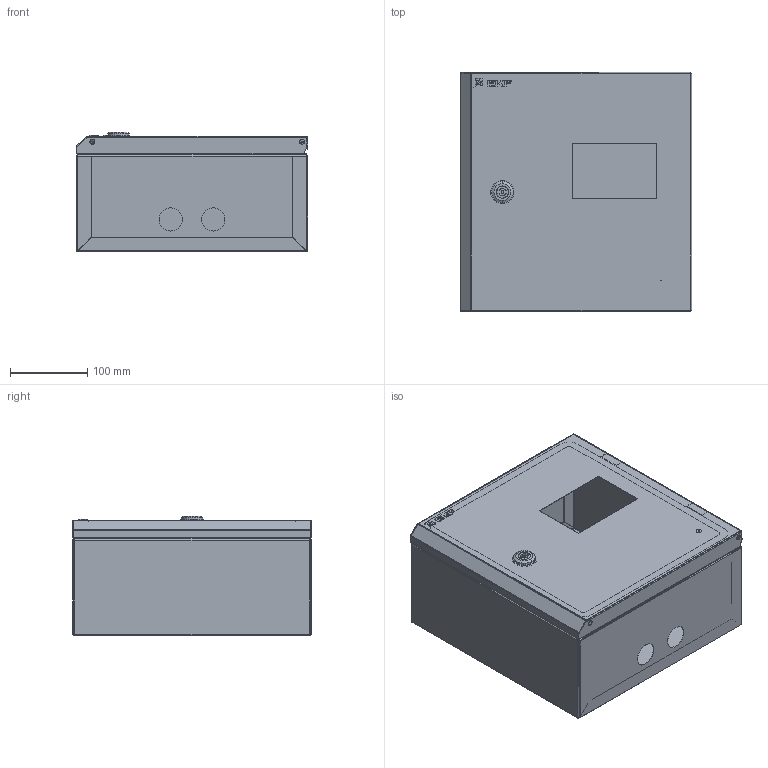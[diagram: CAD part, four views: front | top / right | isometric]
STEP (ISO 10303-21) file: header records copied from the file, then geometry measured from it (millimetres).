
FILE_DESCRIPTION (( 'STEP AP214' ), '1' );
FILE_NAME ('ÙÓ 1-1-0 310õ300õ150 iP54 EKF ÌÈ-463.00.00.000 ÑÁ.STEP', '2017-08-28T12:32:20', ( 'Admin' ), ( '' ), 'SwSTEP 2.0', 'SolidWorks 2017', '' );
FILE_SCHEMA (( 'AUTOMOTIVE_DESIGN' ));
Length unit declared in the file: millimetre
Products named in the file (22): rivet 02_din_DIN 660-5x8-St-A-2; Øïèëüêà ïðèâàðíàÿ Ì6õ20 DIN 13918; hex flange nut_din_Hexagon Flange Nut DIN 6923 - M6 - N; Ñòåíêà çàäíÿÿ ÌÈ-463.01.01.001; Íàâåñêà íà êîðïóñ ïîä êëåïêó; Ïàíåëü ìîíòàæíàÿ â ñáîðå ÌÈ-463.03.00.000 ÑÁ; ÙÓ 1-1-0 310õ300õ150 iP54 EKF ÌÈ-463.00.00.000 ÑÁ; cross ph tapping 968_din_Screw DIN 968-ST4.2x13-C-H-N; DIN-ðåéêà L=60; ÌÈ-463.03.00.001 Ïàíåëü ìîíòàæíàÿ; Äâåðü â ñáîðå ÌÈ-463.02.00.000 ÑÁ; 呧蜦 3D; Ïåòëÿ íà äâåðü ï-îáðàçíàÿ; ÓÊ íà äâåðü; Çàìîê áîëüøîé; ﾄ粢 ﾌﾈ-463.02.00.001; Êîðïóñ â ñáîðå ÌÈ-463.01.00.000 ÑÁ; Ñòåíêà íèæíÿÿ ÌÈ-463.01.00.002; Ñòåíêà âåðõíÿÿ ÌÈ-451.01.00.001; Ñòåíêà çàäíÿÿ â ñáîðå ÌÈ-463.01.01.000 ÑÁ; split pin_din_DIN 94-4x56-C-St; Øïèëüêà Ì6õ12
Assembly tree (34 placements, depth 4):
  ÙÓ 1-1-0 310õ300õ150 iP54 EKF ÌÈ-463.00.00.000 ÑÁ
    Êîðïóñ â ñáîðå ÌÈ-463.01.00.000 ÑÁ
      Ñòåíêà çàäíÿÿ â ñáîðå ÌÈ-463.01.01.000 ÑÁ
        Ñòåíêà çàäíÿÿ ÌÈ-463.01.01.001
        Øïèëüêà ïðèâàðíàÿ Ì6õ20 DIN 13918  x2
        Øïèëüêà Ì6õ12
      Ñòåíêà âåðõíÿÿ ÌÈ-451.01.00.001
      Ñòåíêà íèæíÿÿ ÌÈ-463.01.00.002
    Äâåðü â ñáîðå ÌÈ-463.02.00.000 ÑÁ
      ﾄ粢 ﾌﾈ-463.02.00.001
      Çàìîê áîëüøîé  x2
      ÓÊ íà äâåðü
      Øïèëüêà Ì6õ12
      Ïåòëÿ íà äâåðü ï-îáðàçíàÿ  x2
      呧蜦 3D
    Ïàíåëü ìîíòàæíàÿ â ñáîðå ÌÈ-463.03.00.000 ÑÁ
      ÌÈ-463.03.00.001 Ïàíåëü ìîíòàæíàÿ
      DIN-ðåéêà L=60
      cross ph tapping 968_din_Screw DIN 968-ST4.2x13-C-H-N  x2
    Íàâåñêà íà êîðïóñ ïîä êëåïêó  x2
    hex flange nut_din_Hexagon Flange Nut DIN 6923 - M6 - N  x4
    rivet 02_din_DIN 660-5x8-St-A-2  x4
    split pin_din_DIN 94-4x56-C-St  x2
Bounding box: 300 x 310 x 155.24 mm (x, y, z)
Volume: 538420.2 mm3; surface area: 989286.6 mm2
Topology: 37 solids, 47 shells, 1178 faces, 2710 edges, 1652 vertices
Faces by surface type: plane 660, cylinder 364, cone 64, torus 44, bspline 42, sphere 4
Entity records: 26452 total; most frequent: CARTESIAN_POINT 5087, DIRECTION 3910, ORIENTED_EDGE 3684, EDGE_CURVE 1842, AXIS2_PLACEMENT_3D 1355, VECTOR 1200, LINE 1200, VERTEX_POINT 1122
